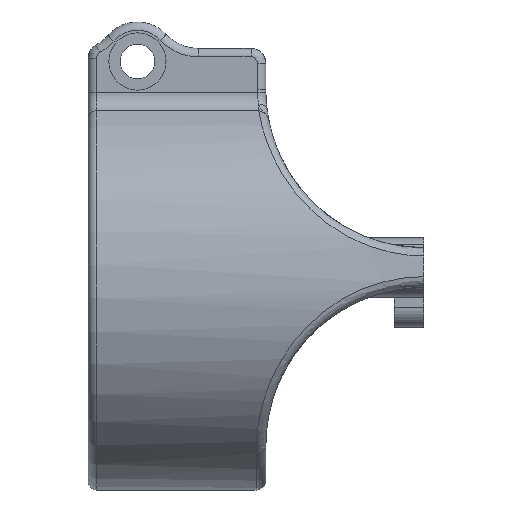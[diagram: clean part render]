
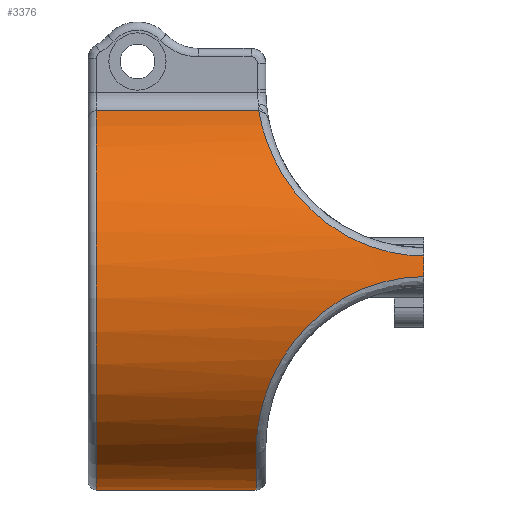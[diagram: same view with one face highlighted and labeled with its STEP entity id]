
A CAD part, front view. The second image highlights one B-rep face of the part: STEP entity #3376.
In plain terms, the highlighted cylindrical face has radius 20 mm (diameter 40 mm), a partial arc.
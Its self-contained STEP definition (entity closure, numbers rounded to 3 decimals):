
#182=LINE('',#5591,#365);
#183=LINE('',#5638,#366);
#365=VECTOR('',#4169,10.);
#366=VECTOR('',#4176,10.);
#533=CYLINDRICAL_SURFACE('',#3663,20.);
#631=FACE_OUTER_BOUND('',#842,.T.);
#842=EDGE_LOOP('',(#2412,#2413,#2414,#2415,#2416,#2417,#2418,#2419,#2420,
#2421));
#1069=CIRCLE('',#3624,20.);
#1099=CIRCLE('',#3664,20.);
#1100=CIRCLE('',#3665,20.);
#1101=CIRCLE('',#3666,20.);
#1288=B_SPLINE_CURVE_WITH_KNOTS('',3,(#5593,#5594,#5595,#5596,#5597,#5598,
#5599,#5600,#5601),.UNSPECIFIED.,.F.,.F.,(4,1,1,1,1,1,4),(-7.228,
-6.828,-6.428,-6.028,-5.628,
-4.828,-4.428),.UNSPECIFIED.);
#1289=B_SPLINE_CURVE_WITH_KNOTS('',3,(#5605,#5606,#5607,#5608,#5609,#5610,
#5611,#5612,#5613),.UNSPECIFIED.,.F.,.F.,(4,1,1,1,1,1,4),(-3.025,
-2.607,-2.189,-1.772,-1.354,
-0.519,-0.101),.UNSPECIFIED.);
#1290=B_SPLINE_CURVE_WITH_KNOTS('',3,(#5617,#5618,#5619,#5620,#5621,#5622,
#5623,#5624,#5625),.UNSPECIFIED.,.F.,.F.,(4,1,1,1,1,1,4),(-2.924,
-2.506,-2.088,-1.253,-0.835,
-0.418,0.),.UNSPECIFIED.);
#1291=B_SPLINE_CURVE_WITH_KNOTS('',3,(#5629,#5630,#5631,#5632,#5633,#5634,
#5635,#5636,#5637),.UNSPECIFIED.,.F.,.F.,(4,1,1,1,1,1,4),(-2.901,
-2.501,-2.101,-1.701,-1.301,
-0.901,-0.101),.UNSPECIFIED.);
#1440=VERTEX_POINT('',#5345);
#1442=VERTEX_POINT('',#5351);
#1473=VERTEX_POINT('',#5590);
#1474=VERTEX_POINT('',#5592);
#1475=VERTEX_POINT('',#5602);
#1476=VERTEX_POINT('',#5604);
#1477=VERTEX_POINT('',#5614);
#1478=VERTEX_POINT('',#5616);
#1479=VERTEX_POINT('',#5626);
#1480=VERTEX_POINT('',#5628);
#1787=EDGE_CURVE('',#1442,#1440,#1069,.T.);
#1834=EDGE_CURVE('',#1473,#1442,#182,.T.);
#1835=EDGE_CURVE('',#1474,#1473,#1288,.T.);
#1836=EDGE_CURVE('',#1475,#1474,#1099,.T.);
#1837=EDGE_CURVE('',#1476,#1475,#1289,.T.);
#1838=EDGE_CURVE('',#1477,#1476,#1100,.T.);
#1839=EDGE_CURVE('',#1478,#1477,#1290,.T.);
#1840=EDGE_CURVE('',#1479,#1478,#1101,.T.);
#1841=EDGE_CURVE('',#1480,#1479,#1291,.T.);
#1842=EDGE_CURVE('',#1440,#1480,#183,.T.);
#2412=ORIENTED_EDGE('',*,*,#1787,.F.);
#2413=ORIENTED_EDGE('',*,*,#1834,.F.);
#2414=ORIENTED_EDGE('',*,*,#1835,.F.);
#2415=ORIENTED_EDGE('',*,*,#1836,.F.);
#2416=ORIENTED_EDGE('',*,*,#1837,.F.);
#2417=ORIENTED_EDGE('',*,*,#1838,.F.);
#2418=ORIENTED_EDGE('',*,*,#1839,.F.);
#2419=ORIENTED_EDGE('',*,*,#1840,.F.);
#2420=ORIENTED_EDGE('',*,*,#1841,.F.);
#2421=ORIENTED_EDGE('',*,*,#1842,.F.);
#3376=ADVANCED_FACE('',(#631),#533,.T.);
#3624=AXIS2_PLACEMENT_3D('',#5353,#4082,#4083);
#3663=AXIS2_PLACEMENT_3D('',#5589,#4167,#4168);
#3664=AXIS2_PLACEMENT_3D('',#5603,#4170,#4171);
#3665=AXIS2_PLACEMENT_3D('',#5615,#4172,#4173);
#3666=AXIS2_PLACEMENT_3D('',#5627,#4174,#4175);
#4082=DIRECTION('center_axis',(-1.,0.,0.));
#4083=DIRECTION('ref_axis',(0.,0.,
-1.));
#4167=DIRECTION('center_axis',(-1.,0.,0.));
#4168=DIRECTION('ref_axis',(0.,0.,
-1.));
#4169=DIRECTION('',(-1.,0.,0.));
#4170=DIRECTION('center_axis',(1.,0.,0.));
#4171=DIRECTION('ref_axis',(0.,0.,
-1.));
#4172=DIRECTION('center_axis',(1.,0.,0.));
#4173=DIRECTION('ref_axis',(0.,0.,-1.));
#4174=DIRECTION('center_axis',(1.,0.,0.));
#4175=DIRECTION('ref_axis',(0.,0.,
-1.));
#4176=DIRECTION('',(1.,0.,0.));
#5345=CARTESIAN_POINT('',(-77.391,-4.422,3.041));
#5351=CARTESIAN_POINT('',(-77.391,11.214,3.041));
#5353=CARTESIAN_POINT('Origin',(-77.391,3.396,-15.368));
#5589=CARTESIAN_POINT('Origin',(-66.241,3.396,-15.368));
#5590=CARTESIAN_POINT('',(-60.969,11.214,3.041));
#5591=CARTESIAN_POINT('',(-66.241,11.214,3.041));
#5592=CARTESIAN_POINT('',(-44.241,23.051,-11.665));
#5593=CARTESIAN_POINT('Ctrl Pts',(-44.241,23.051,-11.665));
#5594=CARTESIAN_POINT('Ctrl Pts',(-45.575,23.051,-11.665));
#5595=CARTESIAN_POINT('Ctrl Pts',(-48.241,22.992,-11.333));
#5596=CARTESIAN_POINT('Ctrl Pts',(-52.014,22.66,-9.868));
#5597=CARTESIAN_POINT('Ctrl Pts',(-55.311,21.878,-7.557));
#5598=CARTESIAN_POINT('Ctrl Pts',(-58.783,19.921,-3.657));
#5599=CARTESIAN_POINT('Ctrl Pts',(-60.47,16.202,0.466));
#5600=CARTESIAN_POINT('Ctrl Pts',(-60.875,12.503,2.494));
#5601=CARTESIAN_POINT('Ctrl Pts',(-60.969,11.214,3.041));
#5602=CARTESIAN_POINT('',(-44.241,23.332,-13.77));
#5603=CARTESIAN_POINT('Origin',(-44.241,3.396,-15.368));
#5604=CARTESIAN_POINT('',(-61.241,14.989,-31.665));
#5605=CARTESIAN_POINT('Ctrl Pts',(-61.241,14.989,-31.665));
#5606=CARTESIAN_POINT('Ctrl Pts',(-61.241,16.184,-30.815));
#5607=CARTESIAN_POINT('Ctrl Pts',(-61.127,18.386,-28.851));
#5608=CARTESIAN_POINT('Ctrl Pts',(-60.281,20.921,-25.311));
#5609=CARTESIAN_POINT('Ctrl Pts',(-58.497,22.524,-21.607));
#5610=CARTESIAN_POINT('Ctrl Pts',(-54.878,23.497,-17.166));
#5611=CARTESIAN_POINT('Ctrl Pts',(-49.81,23.373,-14.303));
#5612=CARTESIAN_POINT('Ctrl Pts',(-45.634,23.332,-13.77));
#5613=CARTESIAN_POINT('Ctrl Pts',(-44.241,23.332,-13.77));
#5614=CARTESIAN_POINT('',(-61.241,-8.197,-31.665));
#5615=CARTESIAN_POINT('Origin',(-61.241,3.396,-15.368));
#5616=CARTESIAN_POINT('',(-44.241,-16.54,-13.77));
#5617=CARTESIAN_POINT('Ctrl Pts',(-44.241,-16.54,-13.77));
#5618=CARTESIAN_POINT('Ctrl Pts',(-45.634,-16.54,-13.77));
#5619=CARTESIAN_POINT('Ctrl Pts',(-48.417,-16.573,-14.138));
#5620=CARTESIAN_POINT('Ctrl Pts',(-53.654,-16.658,-16.244));
#5621=CARTESIAN_POINT('Ctrl Pts',(-57.906,-16.267,-20.354));
#5622=CARTESIAN_POINT('Ctrl Pts',(-60.279,-14.128,-25.316));
#5623=CARTESIAN_POINT('Ctrl Pts',(-61.128,-11.594,-28.847));
#5624=CARTESIAN_POINT('Ctrl Pts',(-61.241,-9.391,-30.815));
#5625=CARTESIAN_POINT('Ctrl Pts',(-61.241,-8.197,-31.665));
#5626=CARTESIAN_POINT('',(-44.241,-16.258,-11.665));
#5627=CARTESIAN_POINT('Origin',(-44.241,3.396,-15.368));
#5628=CARTESIAN_POINT('',(-60.969,-4.422,3.041));
#5629=CARTESIAN_POINT('Ctrl Pts',(-60.969,-4.422,3.041));
#5630=CARTESIAN_POINT('Ctrl Pts',(-60.875,-5.711,2.494));
#5631=CARTESIAN_POINT('Ctrl Pts',(-60.592,-8.167,1.128));
#5632=CARTESIAN_POINT('Ctrl Pts',(-59.64,-11.28,-1.581));
#5633=CARTESIAN_POINT('Ctrl Pts',(-57.906,-13.61,-4.641));
#5634=CARTESIAN_POINT('Ctrl Pts',(-55.315,-15.091,-7.553));
#5635=CARTESIAN_POINT('Ctrl Pts',(-50.911,-16.119,-10.645));
#5636=CARTESIAN_POINT('Ctrl Pts',(-46.908,-16.258,-11.665));
#5637=CARTESIAN_POINT('Ctrl Pts',(-44.241,-16.258,-11.665));
#5638=CARTESIAN_POINT('',(-66.241,-4.422,3.041));
